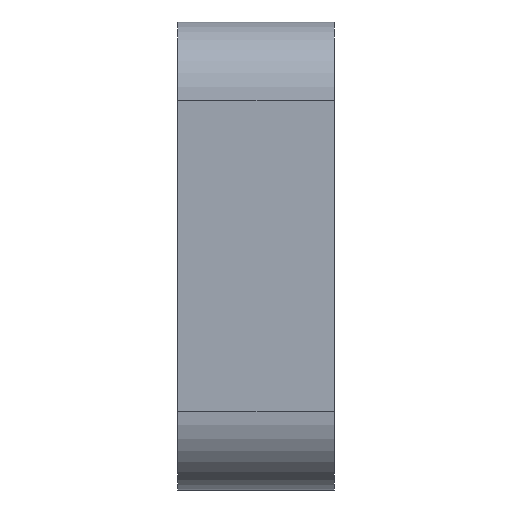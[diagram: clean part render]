
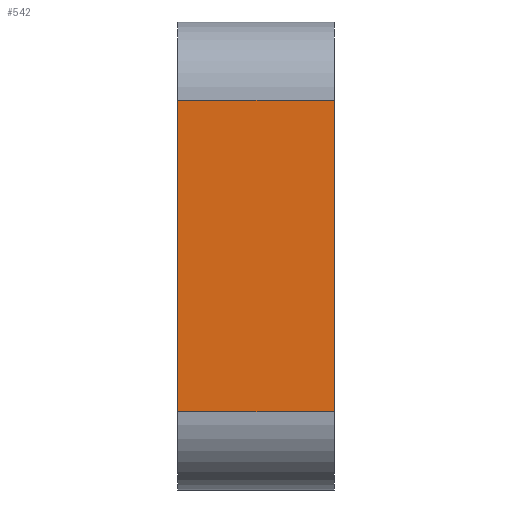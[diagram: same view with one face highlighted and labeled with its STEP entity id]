
A CAD part, left-side view. The second image highlights one B-rep face of the part: STEP entity #542.
In plain terms, the highlighted planar face has unit normal (-1, 0, 0).
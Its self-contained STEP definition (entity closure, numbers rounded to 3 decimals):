
#345=CARTESIAN_POINT('',(-135.5,-3.0,59.75));
#346=VERTEX_POINT('',#345);
#354=CARTESIAN_POINT('',(-135.5,-3.0,-59.75));
#355=VERTEX_POINT('',#354);
#356=CARTESIAN_POINT('',(-135.5,-3.0,59.75));
#357=DIRECTION('',(0.0,0.0,-1.0));
#358=VECTOR('',#357,119.5);
#359=LINE('',#356,#358);
#360=EDGE_CURVE('',#346,#355,#359,.T.);
#492=CARTESIAN_POINT('',(-135.5,57.0,-59.75));
#493=VERTEX_POINT('',#492);
#510=CARTESIAN_POINT('',(-135.5,-3.0,-59.75));
#511=DIRECTION('',(0.0,1.0,0.0));
#512=VECTOR('',#511,60.0);
#513=LINE('',#510,#512);
#514=EDGE_CURVE('',#355,#493,#513,.T.);
#519=CARTESIAN_POINT('',(-135.5,0.0,-89.75));
#520=DIRECTION('',(-1.0,0.0,0.0));
#521=DIRECTION('',(0.0,0.0,1.0));
#522=AXIS2_PLACEMENT_3D('',#519,#520,#521);
#523=PLANE('',#522);
#524=ORIENTED_EDGE('',*,*,#514,.F.);
#525=ORIENTED_EDGE('',*,*,#360,.F.);
#526=CARTESIAN_POINT('',(-135.5,57.0,59.75));
#527=VERTEX_POINT('',#526);
#528=CARTESIAN_POINT('',(-135.5,57.0,59.75));
#529=DIRECTION('',(0.0,-1.0,0.0));
#530=VECTOR('',#529,60.0);
#531=LINE('',#528,#530);
#532=EDGE_CURVE('',#527,#346,#531,.T.);
#533=ORIENTED_EDGE('',*,*,#532,.F.);
#534=CARTESIAN_POINT('',(-135.5,57.0,-59.75));
#535=DIRECTION('',(0.0,0.0,1.0));
#536=VECTOR('',#535,119.5);
#537=LINE('',#534,#536);
#538=EDGE_CURVE('',#493,#527,#537,.T.);
#539=ORIENTED_EDGE('',*,*,#538,.F.);
#540=EDGE_LOOP('',(#524,#525,#533,#539));
#541=FACE_OUTER_BOUND('',#540,.T.);
#542=ADVANCED_FACE('',(#541),#523,.T.);
